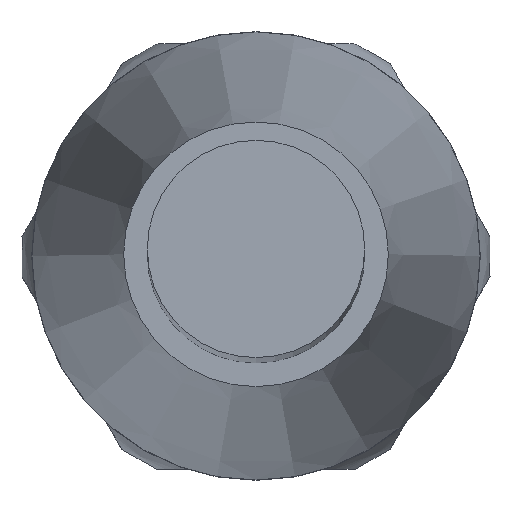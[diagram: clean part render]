
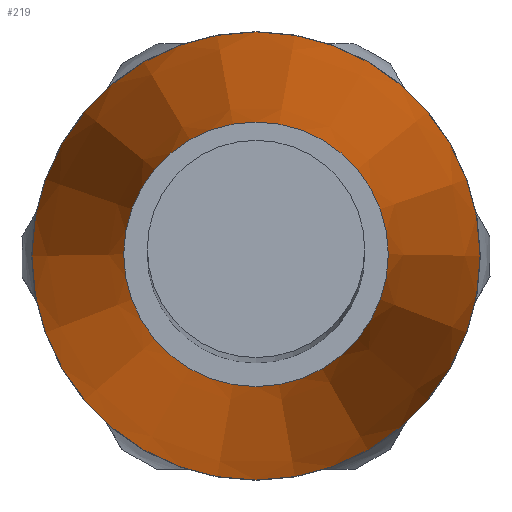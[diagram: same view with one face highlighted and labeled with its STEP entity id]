
A CAD part, top view. The second image highlights one B-rep face of the part: STEP entity #219.
In plain terms, the highlighted conical face has half-angle 5.506 degrees and reference radius 4.743 mm.
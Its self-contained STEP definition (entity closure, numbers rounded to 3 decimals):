
#42=CONICAL_SURFACE('',#1140,4.743,5.506);
#219=ADVANCED_FACE('',(#292,#293),#42,.T.);
#292=FACE_BOUND('',#381,.T.);
#293=FACE_BOUND('',#382,.T.);
#381=EDGE_LOOP('',(#639));
#382=EDGE_LOOP('',(#640));
#639=ORIENTED_EDGE('',*,*,#894,.T.);
#640=ORIENTED_EDGE('',*,*,#896,.F.);
#765=VERTEX_POINT('',#1743);
#767=VERTEX_POINT('',#1748);
#894=EDGE_CURVE('',#765,#765,#991,.T.);
#896=EDGE_CURVE('',#767,#767,#993,.T.);
#991=CIRCLE('',#1134,2.8);
#993=CIRCLE('',#1137,4.743);
#1134=AXIS2_PLACEMENT_3D('',#1742,#1428,#1429);
#1137=AXIS2_PLACEMENT_3D('',#1747,#1434,#1435);
#1140=AXIS2_PLACEMENT_3D('',#1752,#1440,#1441);
#1428=DIRECTION('',(0.,0.,-1.));
#1429=DIRECTION('',(-1.,0.,0.));
#1434=DIRECTION('',(0.,0.,-1.));
#1435=DIRECTION('',(-1.,0.,0.));
#1440=DIRECTION('',(0.,0.,-1.));
#1441=DIRECTION('',(-1.,0.,0.));
#1742=CARTESIAN_POINT('',(50.,50.,10.));
#1743=CARTESIAN_POINT('',(47.2,50.,10.));
#1747=CARTESIAN_POINT('',(50.,50.,-10.156));
#1748=CARTESIAN_POINT('',(45.257,50.,-10.156));
#1752=CARTESIAN_POINT('',(50.,50.,-10.156));
